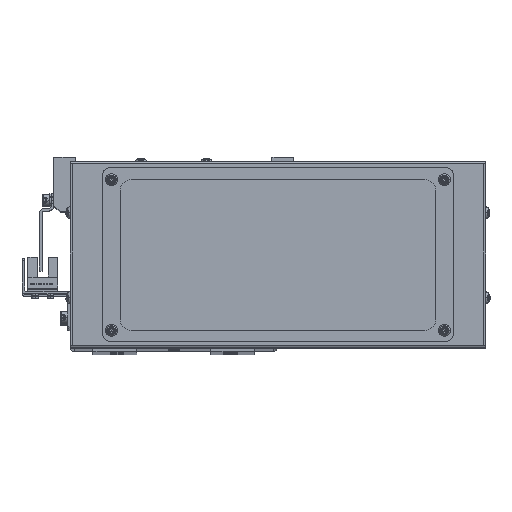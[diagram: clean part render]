
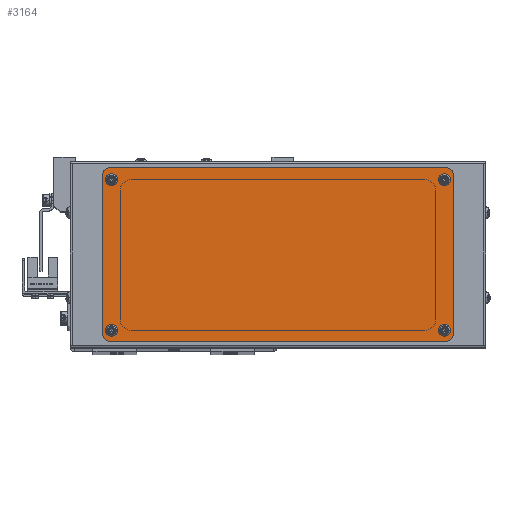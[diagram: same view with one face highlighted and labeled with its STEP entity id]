
A CAD part, top view. The second image highlights one B-rep face of the part: STEP entity #3164.
In plain terms, the highlighted face is planar.
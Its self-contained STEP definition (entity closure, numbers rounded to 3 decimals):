
#20 = DIRECTION ( 'NONE',  ( 0., 0., 1. ) ) ;
#400 = ORIENTED_EDGE ( 'NONE', *, *, #23806, .T. ) ;
#1548 = DIRECTION ( 'NONE',  ( 1., 0., 0. ) ) ;
#2267 = CARTESIAN_POINT ( 'NONE',  ( 80.25, 36.75, 0. ) ) ;
#2655 = ORIENTED_EDGE ( 'NONE', *, *, #58862, .F. ) ;
#3164 = ADVANCED_FACE ( 'NONE', ( #11912, #39976, #69855, #25086, #10146 ), #70183, .F. ) ;
#3954 = DIRECTION ( 'NONE',  ( 0., 0., 1. ) ) ;
#4164 = CIRCLE ( 'NONE', #55681, 1.7 ) ;
#4283 = ORIENTED_EDGE ( 'NONE', *, *, #71312, .F. ) ;
#5345 = EDGE_CURVE ( 'NONE', #16239, #39037, #23874, .T. ) ;
#5678 = VERTEX_POINT ( 'NONE', #2267 ) ;
#6721 = LINE ( 'NONE', #51251, #55472 ) ;
#7681 = CARTESIAN_POINT ( 'NONE',  ( -80.25, 36.75, 0. ) ) ;
#7683 = ORIENTED_EDGE ( 'NONE', *, *, #30263, .F. ) ;
#8440 = AXIS2_PLACEMENT_3D ( 'NONE', #65768, #32174, #71407 ) ;
#8484 = DIRECTION ( 'NONE',  ( 0., 0., 1. ) ) ;
#8989 = DIRECTION ( 'NONE',  ( 0., 0., 1. ) ) ;
#9276 = VERTEX_POINT ( 'NONE', #47875 ) ;
#9845 = CARTESIAN_POINT ( 'NONE',  ( -77.95, -34.75, 0. ) ) ;
#10042 = CIRCLE ( 'NONE', #8440, 1.7 ) ;
#10146 = FACE_BOUND ( 'NONE', #61319, .T. ) ;
#10294 = CARTESIAN_POINT ( 'NONE',  ( -74.55, 34.25, 0. ) ) ;
#10445 = AXIS2_PLACEMENT_3D ( 'NONE', #33598, #20, #39244 ) ;
#10919 = EDGE_CURVE ( 'NONE', #58339, #34893, #56917, .T. ) ;
#11789 = VECTOR ( 'NONE', #61225, 1000. ) ;
#11912 = FACE_BOUND ( 'NONE', #30028, .T. ) ;
#12837 = DIRECTION ( 'NONE',  ( 0., 0., 1. ) ) ;
#13193 = CARTESIAN_POINT ( 'NONE',  ( 77.95, -34.75, 0. ) ) ;
#14172 = CARTESIAN_POINT ( 'NONE',  ( 76.25, -34.75, 0. ) ) ;
#14260 = DIRECTION ( 'NONE',  ( 0., 0., 1. ) ) ;
#14411 = AXIS2_PLACEMENT_3D ( 'NONE', #48664, #15098, #54296 ) ;
#14529 = CARTESIAN_POINT ( 'NONE',  ( -74.55, -34.75, 0. ) ) ;
#14644 = CIRCLE ( 'NONE', #15595, 1.7 ) ;
#15098 = DIRECTION ( 'NONE',  ( 0., 0., 1. ) ) ;
#15314 = AXIS2_PLACEMENT_3D ( 'NONE', #68769, #35120, #1548 ) ;
#15595 = AXIS2_PLACEMENT_3D ( 'NONE', #21225, #60433, #26869 ) ;
#16239 = VERTEX_POINT ( 'NONE', #29884 ) ;
#16361 = CARTESIAN_POINT ( 'NONE',  ( -77.25, 39.75, 0. ) ) ;
#18104 = LINE ( 'NONE', #48271, #61109 ) ;
#18185 = CIRCLE ( 'NONE', #52208, 1.7 ) ;
#18454 = CIRCLE ( 'NONE', #36082, 1.7 ) ;
#18793 = EDGE_CURVE ( 'NONE', #63663, #9276, #51161, .T. ) ;
#18882 = VERTEX_POINT ( 'NONE', #10294 ) ;
#19576 = DIRECTION ( 'NONE',  ( 1., 0., 0. ) ) ;
#19815 = DIRECTION ( 'NONE',  ( 1., 0., 0. ) ) ;
#20468 = VERTEX_POINT ( 'NONE', #14529 ) ;
#21225 = CARTESIAN_POINT ( 'NONE',  ( 76.25, 34.25, 0. ) ) ;
#21530 = ORIENTED_EDGE ( 'NONE', *, *, #46381, .F. ) ;
#21545 = CARTESIAN_POINT ( 'NONE',  ( 77.25, -39.75, 0. ) ) ;
#22388 = ORIENTED_EDGE ( 'NONE', *, *, #66282, .T. ) ;
#22815 = CIRCLE ( 'NONE', #14411, 3. ) ;
#23097 = ORIENTED_EDGE ( 'NONE', *, *, #24367, .F. ) ;
#23263 = AXIS2_PLACEMENT_3D ( 'NONE', #61134, #27545, #66794 ) ;
#23427 = EDGE_CURVE ( 'NONE', #18882, #58367, #4164, .T. ) ;
#23806 = EDGE_CURVE ( 'NONE', #30093, #20468, #33106, .T. ) ;
#23874 = CIRCLE ( 'NONE', #23263, 3. ) ;
#24068 = AXIS2_PLACEMENT_3D ( 'NONE', #42593, #8989, #48195 ) ;
#24367 = EDGE_CURVE ( 'NONE', #34893, #5678, #18104, .T. ) ;
#24761 = CARTESIAN_POINT ( 'NONE',  ( 77.25, -36.75, 0. ) ) ;
#24973 = CIRCLE ( 'NONE', #10445, 3. ) ;
#25086 = FACE_BOUND ( 'NONE', #27030, .T. ) ;
#25687 = CARTESIAN_POINT ( 'NONE',  ( 77.25, -39.75, 0. ) ) ;
#26869 = DIRECTION ( 'NONE',  ( 1., 0., 0. ) ) ;
#27030 = EDGE_LOOP ( 'NONE', ( #62066, #60975 ) ) ;
#27108 = EDGE_CURVE ( 'NONE', #20468, #30093, #10042, .T. ) ;
#27503 = VERTEX_POINT ( 'NONE', #13193 ) ;
#27545 = DIRECTION ( 'NONE',  ( 0., 0., 1. ) ) ;
#29418 = VERTEX_POINT ( 'NONE', #49012 ) ;
#29884 = CARTESIAN_POINT ( 'NONE',  ( -80.25, -36.75, 0. ) ) ;
#30028 = EDGE_LOOP ( 'NONE', ( #400, #57272 ) ) ;
#30093 = VERTEX_POINT ( 'NONE', #9845 ) ;
#30263 = EDGE_CURVE ( 'NONE', #5678, #30573, #24973, .T. ) ;
#30397 = DIRECTION ( 'NONE',  ( 1., 0., 0. ) ) ;
#30573 = VERTEX_POINT ( 'NONE', #58823 ) ;
#31641 = EDGE_LOOP ( 'NONE', ( #22388, #46454 ) ) ;
#31755 = CARTESIAN_POINT ( 'NONE',  ( 74.55, 34.25, 0. ) ) ;
#32174 = DIRECTION ( 'NONE',  ( 0., 0., 1. ) ) ;
#33068 = CARTESIAN_POINT ( 'NONE',  ( -77.95, 34.25, 0. ) ) ;
#33106 = CIRCLE ( 'NONE', #15314, 1.7 ) ;
#33598 = CARTESIAN_POINT ( 'NONE',  ( 77.25, 36.75, 0. ) ) ;
#34893 = VERTEX_POINT ( 'NONE', #63899 ) ;
#35120 = DIRECTION ( 'NONE',  ( 0., 0., 1. ) ) ;
#36082 = AXIS2_PLACEMENT_3D ( 'NONE', #14172, #53379, #19815 ) ;
#37230 = ORIENTED_EDGE ( 'NONE', *, *, #43007, .T. ) ;
#37536 = CARTESIAN_POINT ( 'NONE',  ( 76.25, 34.25, 0. ) ) ;
#39037 = VERTEX_POINT ( 'NONE', #39806 ) ;
#39244 = DIRECTION ( 'NONE',  ( 1., 0., 0. ) ) ;
#39806 = CARTESIAN_POINT ( 'NONE',  ( -77.25, -39.75, 0. ) ) ;
#39976 = FACE_BOUND ( 'NONE', #31641, .T. ) ;
#40550 = VECTOR ( 'NONE', #19576, 1000. ) ;
#42076 = CARTESIAN_POINT ( 'NONE',  ( -76.25, 34.25, 0. ) ) ;
#42593 = CARTESIAN_POINT ( 'NONE',  ( 76.25, -34.75, 0. ) ) ;
#43007 = EDGE_CURVE ( 'NONE', #27503, #50267, #18454, .T. ) ;
#43152 = DIRECTION ( 'NONE',  ( 1., 0., 0. ) ) ;
#43226 = AXIS2_PLACEMENT_3D ( 'NONE', #37536, #3954, #43152 ) ;
#44633 = ORIENTED_EDGE ( 'NONE', *, *, #46709, .T. ) ;
#45833 = ORIENTED_EDGE ( 'NONE', *, *, #10919, .F. ) ;
#46082 = ORIENTED_EDGE ( 'NONE', *, *, #57232, .F. ) ;
#46381 = EDGE_CURVE ( 'NONE', #30573, #29418, #56526, .T. ) ;
#46387 = CARTESIAN_POINT ( 'NONE',  ( -76.25, 34.25, 0. ) ) ;
#46454 = ORIENTED_EDGE ( 'NONE', *, *, #23427, .T. ) ;
#46509 = AXIS2_PLACEMENT_3D ( 'NONE', #24761, #63995, #30397 ) ;
#46709 = EDGE_CURVE ( 'NONE', #50267, #27503, #53860, .T. ) ;
#47694 = DIRECTION ( 'NONE',  ( 1., 0., 0. ) ) ;
#47837 = CARTESIAN_POINT ( 'NONE',  ( -77.25, 36.75, 0. ) ) ;
#47875 = CARTESIAN_POINT ( 'NONE',  ( 77.95, 34.25, 0. ) ) ;
#48195 = DIRECTION ( 'NONE',  ( 1., 0., 0. ) ) ;
#48271 = CARTESIAN_POINT ( 'NONE',  ( 80.25, 36.75, 0. ) ) ;
#48617 = EDGE_LOOP ( 'NONE', ( #2655, #21530, #7683, #23097, #45833, #4283, #53714, #46082 ) ) ;
#48664 = CARTESIAN_POINT ( 'NONE',  ( -77.25, 36.75, 0. ) ) ;
#49012 = CARTESIAN_POINT ( 'NONE',  ( -77.25, 39.75, 0. ) ) ;
#50267 = VERTEX_POINT ( 'NONE', #71588 ) ;
#51161 = CIRCLE ( 'NONE', #43226, 1.7 ) ;
#51251 = CARTESIAN_POINT ( 'NONE',  ( -80.25, -36.75, 0. ) ) ;
#52037 = DIRECTION ( 'NONE',  ( 1., 0., 0. ) ) ;
#52208 = AXIS2_PLACEMENT_3D ( 'NONE', #46387, #12837, #52037 ) ;
#53379 = DIRECTION ( 'NONE',  ( 0., 0., 1. ) ) ;
#53468 = DIRECTION ( 'NONE',  ( 1., 0., 0. ) ) ;
#53714 = ORIENTED_EDGE ( 'NONE', *, *, #5345, .F. ) ;
#53860 = CIRCLE ( 'NONE', #24068, 1.7 ) ;
#54166 = DIRECTION ( 'NONE',  ( 0., 1., 0. ) ) ;
#54296 = DIRECTION ( 'NONE',  ( 1., 0., 0. ) ) ;
#55470 = LINE ( 'NONE', #25687, #40550 ) ;
#55472 = VECTOR ( 'NONE', #56667, 1000. ) ;
#55681 = AXIS2_PLACEMENT_3D ( 'NONE', #42076, #8484, #47694 ) ;
#56526 = LINE ( 'NONE', #16361, #11789 ) ;
#56667 = DIRECTION ( 'NONE',  ( 0., -1., 0. ) ) ;
#56917 = CIRCLE ( 'NONE', #46509, 3. ) ;
#57232 = EDGE_CURVE ( 'NONE', #66336, #16239, #6721, .T. ) ;
#57272 = ORIENTED_EDGE ( 'NONE', *, *, #27108, .T. ) ;
#58339 = VERTEX_POINT ( 'NONE', #21545 ) ;
#58367 = VERTEX_POINT ( 'NONE', #33068 ) ;
#58823 = CARTESIAN_POINT ( 'NONE',  ( 77.25, 39.75, 0. ) ) ;
#58862 = EDGE_CURVE ( 'NONE', #29418, #66336, #22815, .T. ) ;
#60433 = DIRECTION ( 'NONE',  ( 0., 0., 1. ) ) ;
#60975 = ORIENTED_EDGE ( 'NONE', *, *, #66756, .T. ) ;
#61109 = VECTOR ( 'NONE', #54166, 1000. ) ;
#61134 = CARTESIAN_POINT ( 'NONE',  ( -77.25, -36.75, 0. ) ) ;
#61225 = DIRECTION ( 'NONE',  ( -1., 0., 0. ) ) ;
#61319 = EDGE_LOOP ( 'NONE', ( #44633, #37230 ) ) ;
#62066 = ORIENTED_EDGE ( 'NONE', *, *, #18793, .T. ) ;
#63663 = VERTEX_POINT ( 'NONE', #31755 ) ;
#63899 = CARTESIAN_POINT ( 'NONE',  ( 80.25, -36.75, 0. ) ) ;
#63995 = DIRECTION ( 'NONE',  ( 0., 0., 1. ) ) ;
#65768 = CARTESIAN_POINT ( 'NONE',  ( -76.25, -34.75, 0. ) ) ;
#66282 = EDGE_CURVE ( 'NONE', #58367, #18882, #18185, .T. ) ;
#66336 = VERTEX_POINT ( 'NONE', #7681 ) ;
#66756 = EDGE_CURVE ( 'NONE', #9276, #63663, #14644, .T. ) ;
#66794 = DIRECTION ( 'NONE',  ( 1., 0., 0. ) ) ;
#68769 = CARTESIAN_POINT ( 'NONE',  ( -76.25, -34.75, 0. ) ) ;
#69855 = FACE_OUTER_BOUND ( 'NONE', #48617, .T. ) ;
#70183 = PLANE ( 'NONE',  #70278 ) ;
#70278 = AXIS2_PLACEMENT_3D ( 'NONE', #47837, #14260, #53468 ) ;
#71312 = EDGE_CURVE ( 'NONE', #39037, #58339, #55470, .T. ) ;
#71407 = DIRECTION ( 'NONE',  ( 1., 0., 0. ) ) ;
#71588 = CARTESIAN_POINT ( 'NONE',  ( 74.55, -34.75, 0. ) ) ;
